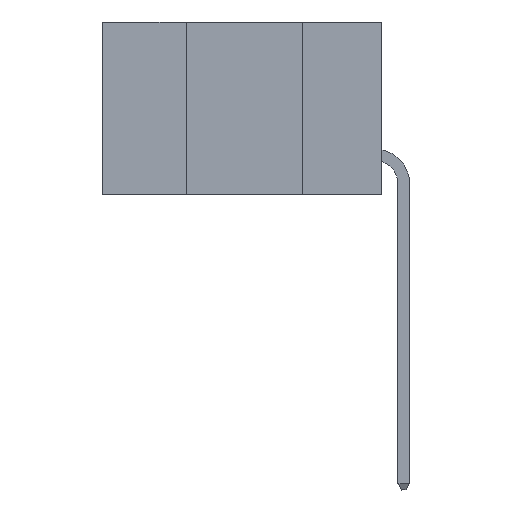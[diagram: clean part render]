
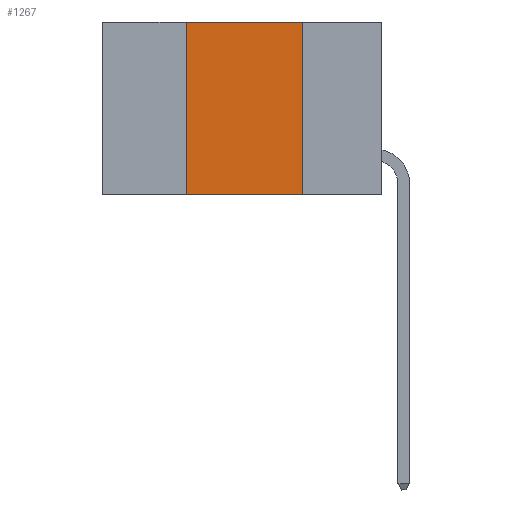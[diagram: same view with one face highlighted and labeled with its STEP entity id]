
A CAD part, left-side view. The second image highlights one B-rep face of the part: STEP entity #1267.
In plain terms, the highlighted planar face has unit normal (-1, 0, 0).
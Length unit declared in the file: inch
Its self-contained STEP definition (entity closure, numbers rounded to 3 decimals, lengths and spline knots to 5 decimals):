
#139 = DIRECTION ( 'NONE',  ( 1., 0., 0. ) ) ;
#144 = CARTESIAN_POINT ( 'NONE',  ( 0., 0.17, 0. ) ) ;
#1099 = CARTESIAN_POINT ( 'NONE',  ( 0., 0.17, -0.37 ) ) ;
#1218 = CARTESIAN_POINT ( 'NONE',  ( 0., 0.6, -0.37 ) ) ;
#1267 = ADVANCED_FACE ( 'NONE', ( #3574 ), #18320, .F. ) ;
#1772 = CARTESIAN_POINT ( 'NONE',  ( 0., 0.42, -0.37 ) ) ;
#2177 = CARTESIAN_POINT ( 'NONE',  ( 0., 0.6, 0. ) ) ;
#2514 = EDGE_CURVE ( 'NONE', #13123, #19869, #18423, .T. ) ;
#2901 = LINE ( 'NONE', #15935, #3650 ) ;
#3540 = EDGE_CURVE ( 'NONE', #14669, #19869, #6144, .T. ) ;
#3574 = FACE_OUTER_BOUND ( 'NONE', #20208, .T. ) ;
#3650 = VECTOR ( 'NONE', #4727, 39.37008 ) ;
#3769 = DIRECTION ( 'NONE',  ( 0., 0., -1. ) ) ;
#3783 = LINE ( 'NONE', #2177, #17524 ) ;
#4528 = ORIENTED_EDGE ( 'NONE', *, *, #3540, .T. ) ;
#4727 = DIRECTION ( 'NONE',  ( 0., 0., 1. ) ) ;
#6144 = LINE ( 'NONE', #1218, #12648 ) ;
#7170 = VECTOR ( 'NONE', #10083, 39.37008 ) ;
#8794 = DIRECTION ( 'NONE',  ( 0., -1., 0. ) ) ;
#10083 = DIRECTION ( 'NONE',  ( 0., 0., -1. ) ) ;
#10147 = ORIENTED_EDGE ( 'NONE', *, *, #2514, .F. ) ;
#10338 = DIRECTION ( 'NONE',  ( 0., -1., 0. ) ) ;
#11122 = ORIENTED_EDGE ( 'NONE', *, *, #12809, .F. ) ;
#12586 = VERTEX_POINT ( 'NONE', #18104 ) ;
#12648 = VECTOR ( 'NONE', #10338, 39.37008 ) ;
#12809 = EDGE_CURVE ( 'NONE', #14669, #12586, #2901, .T. ) ;
#13123 = VERTEX_POINT ( 'NONE', #17109 ) ;
#14669 = VERTEX_POINT ( 'NONE', #1772 ) ;
#15935 = CARTESIAN_POINT ( 'NONE',  ( 0., 0.42, 0. ) ) ;
#16559 = EDGE_CURVE ( 'NONE', #12586, #13123, #3783, .T. ) ;
#17109 = CARTESIAN_POINT ( 'NONE',  ( 0., 0.17, 0. ) ) ;
#17524 = VECTOR ( 'NONE', #8794, 39.37008 ) ;
#17994 = CARTESIAN_POINT ( 'NONE',  ( 0., 0.6, 0. ) ) ;
#18104 = CARTESIAN_POINT ( 'NONE',  ( 0., 0.42, 0. ) ) ;
#18320 = PLANE ( 'NONE',  #18386 ) ;
#18386 = AXIS2_PLACEMENT_3D ( 'NONE', #17994, #139, #3769 ) ;
#18423 = LINE ( 'NONE', #144, #7170 ) ;
#19355 = ORIENTED_EDGE ( 'NONE', *, *, #16559, .F. ) ;
#19869 = VERTEX_POINT ( 'NONE', #1099 ) ;
#20208 = EDGE_LOOP ( 'NONE', ( #10147, #19355, #11122, #4528 ) ) ;
